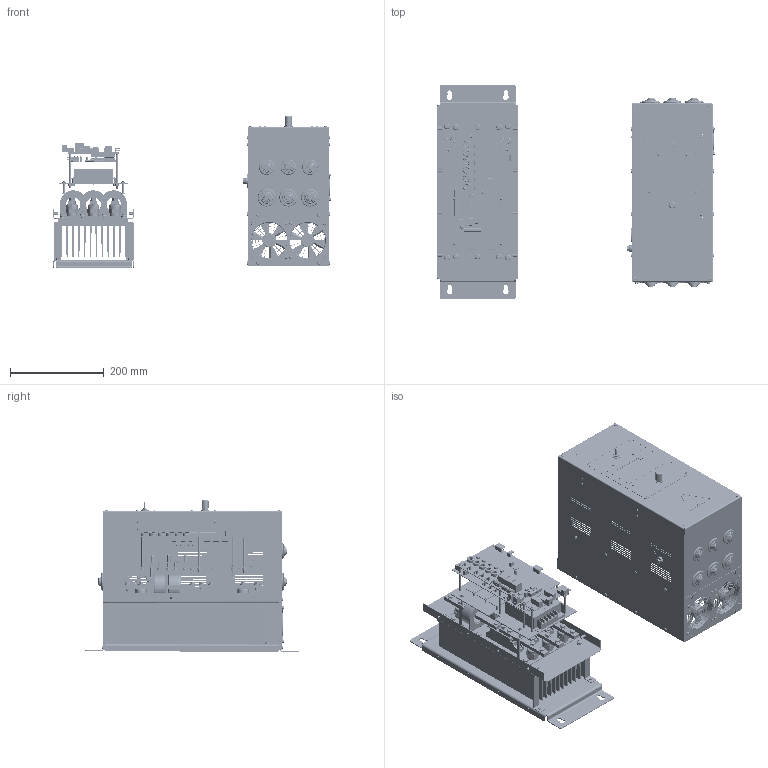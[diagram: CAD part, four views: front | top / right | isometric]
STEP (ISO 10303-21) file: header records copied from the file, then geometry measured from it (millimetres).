
FILE_DESCRIPTION(('STEP AP242'), '1');
FILE_NAME('Default file header', '2025-03-17T13:05:24', ('Default author'), ('Default organization'), 'C3D Converter', 'C3D Toolkit', 'Default authization');
FILE_SCHEMA(('AP242_MANAGED_MODEL_BASED_3D_ENGINEERING_MIM_LF { 1 0 10303 442 1 1 4 }'));
Length unit declared in the file: millimetre
Products named in the file (519): ZVEL-1.00.01; ZVEL-1-00.02; ZVEL-1-00.03; ZVEL-1-00.04; ZVEL-1-00.05; ZVEL-1-00.06; ZVEL-1-00.07; ZVEL-1-05; ZVEL-1-02.00; ZVEL-1-04; ZVEL-1-01.01; ZVEL-1-03.01
Assembly tree (522 placements, depth 5):
  (unnamed)
    (unnamed)
      (unnamed)
        (unnamed)
        (unnamed)
      (unnamed)
        (unnamed)
          (unnamed)
          (unnamed)
      (unnamed)
        (unnamed)
          (unnamed)
          (unnamed)
          (unnamed)
          (unnamed)
          (unnamed)
          (unnamed)
          (unnamed)
          (unnamed)
          (unnamed)
          (unnamed)
          (unnamed)
          (unnamed)
          (unnamed)
          (unnamed)
          (unnamed)
          (unnamed)
          (unnamed)
          (unnamed)
        (unnamed)
          (unnamed)
        (unnamed)
        (unnamed)
        (unnamed)
        (unnamed)
        (unnamed)
        (unnamed)
        (unnamed)
        (unnamed)
        (unnamed)
        (unnamed)
        (unnamed)
        (unnamed)
        (unnamed)
        (unnamed)
        (unnamed)
        (unnamed)
        (unnamed)
        (unnamed)
        (unnamed)
        (unnamed)
        (unnamed)
        (unnamed)
        (unnamed)
        (unnamed)
      (unnamed)
        (unnamed)
        (unnamed)
      (unnamed)
        (unnamed)
Bounding box: 591.91 x 458 x 323.75 mm (x, y, z)
Volume: 3224497.5 mm3; surface area: 2389059.1 mm2
Topology: 520 solids, 520 shells, 7057 faces, 16112 edges, 10480 vertices
Faces by surface type: plane 4331, cylinder 1936, cone 423, torus 295, sphere 68, bspline 4
Full cylindrical faces by diameter (mm): 1 x44, 1.5 x4, 1.857 x4, 2 x65, 2.3 x1, 2.5 x68, 2.6 x18, 2.7 x1, 3 x137, 3.2 x16, 3.235 x3, 3.294 x1, 3.3 x26, 3.5 x42, 3.685 x3, 4 x96, 4.2 x2, 4.3 x6, 4.5 x51, 5 x20, 5.2 x12, 5.5 x59, 5.9 x10, 6 x127, 6.3 x6, 6.4 x44, 6.5 x29, 6.6 x8, 7 x38, 7.5 x1
Entity records: 568210 total; most frequent: CARTESIAN_POINT 91554, PROPERTY_DEFINITION 65210, PROPERTY_DEFINITION_REPRESENTATION 65210, REPRESENTATION 65210, GENERAL_PROPERTY_ASSOCIATION 34686, GENERAL_PROPERTY 34686, DIRECTION 31448, SHAPE_ASPECT 30524
